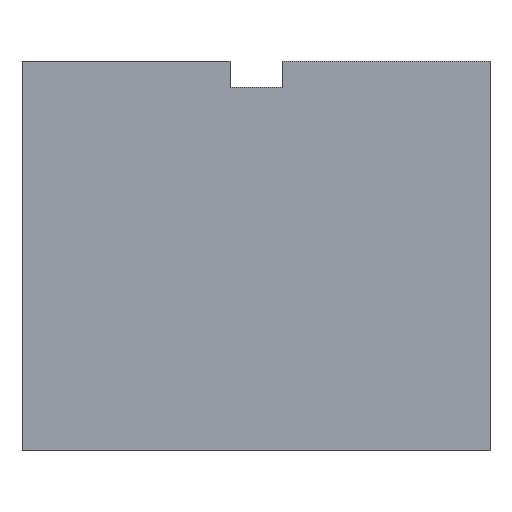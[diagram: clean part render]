
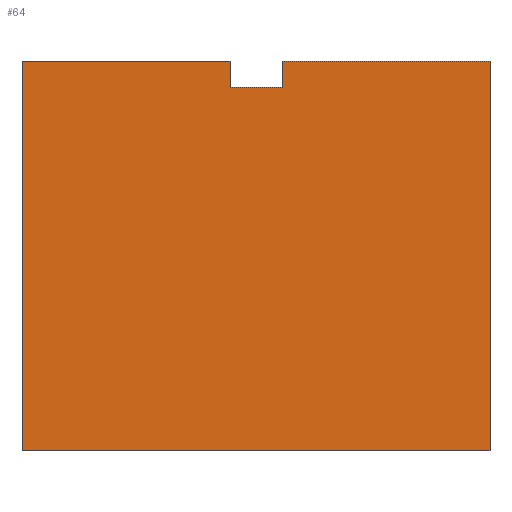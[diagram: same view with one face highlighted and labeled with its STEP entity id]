
A CAD part, left-side view. The second image highlights one B-rep face of the part: STEP entity #64.
In plain terms, the highlighted planar face has unit normal (-1, 0, 0).
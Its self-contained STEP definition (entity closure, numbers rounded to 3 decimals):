
#23 = EDGE_CURVE ( 'NONE', #666, #687, #513, .T. ) ;
#64 = ADVANCED_FACE ( 'NONE', ( #261 ), #274, .F. ) ;
#111 = CARTESIAN_POINT ( 'NONE',  ( -4.5, -4.5, 7. ) ) ;
#220 = CARTESIAN_POINT ( 'NONE',  ( -4.5, -4.5, 0. ) ) ;
#222 = CARTESIAN_POINT ( 'NONE',  ( -4.5, 0.5, 7.5 ) ) ;
#231 = CARTESIAN_POINT ( 'NONE',  ( -4.5, -0.5, 7.5 ) ) ;
#233 = CARTESIAN_POINT ( 'NONE',  ( -4.5, -0.5, 7. ) ) ;
#245 = CARTESIAN_POINT ( 'NONE',  ( -4.5, 0.5, 7. ) ) ;
#248 = CARTESIAN_POINT ( 'NONE',  ( -4.5, 4.5, 0. ) ) ;
#252 = CARTESIAN_POINT ( 'NONE',  ( -4.5, 4.5, 7.5 ) ) ;
#260 = CARTESIAN_POINT ( 'NONE',  ( -4.5, -4.5, 7.5 ) ) ;
#261 = FACE_OUTER_BOUND ( 'NONE', #549, .T. ) ;
#269 = DIRECTION ( 'NONE',  ( 1., 0., 0. ) ) ;
#274 = PLANE ( 'NONE',  #438 ) ;
#276 = DIRECTION ( 'NONE',  ( 0., 0., -1. ) ) ;
#277 = CARTESIAN_POINT ( 'NONE',  ( -4.5, 4.5, 7. ) ) ;
#278 = LINE ( 'NONE', #277, #715 ) ;
#279 = DIRECTION ( 'NONE',  ( 0., -1., 0. ) ) ;
#280 = CARTESIAN_POINT ( 'NONE',  ( -4.5, 4.5, 7.5 ) ) ;
#281 = LINE ( 'NONE', #280, #714 ) ;
#289 = DIRECTION ( 'NONE',  ( 0., -1., 0. ) ) ;
#290 = DIRECTION ( 'NONE',  ( 0., 0., -1. ) ) ;
#291 = CARTESIAN_POINT ( 'NONE',  ( -4.5, -0.5, 7.5 ) ) ;
#292 = LINE ( 'NONE', #291, #711 ) ;
#293 = DIRECTION ( 'NONE',  ( 0., 0., -1. ) ) ;
#294 = CARTESIAN_POINT ( 'NONE',  ( -4.5, 0.5, 7.5 ) ) ;
#295 = LINE ( 'NONE', #294, #710 ) ;
#296 = DIRECTION ( 'NONE',  ( 0., 0., -1. ) ) ;
#297 = CARTESIAN_POINT ( 'NONE',  ( -4.5, -0.5, 7.5 ) ) ;
#298 = LINE ( 'NONE', #297, #709 ) ;
#299 = DIRECTION ( 'NONE',  ( 0., 0., -1. ) ) ;
#300 = CARTESIAN_POINT ( 'NONE',  ( -4.5, -4.5, 7. ) ) ;
#301 = DIRECTION ( 'NONE',  ( 0., -1., 0. ) ) ;
#307 = LINE ( 'NONE', #300, #699 ) ;
#325 = CARTESIAN_POINT ( 'NONE',  ( -4.5, -4.5, 0. ) ) ;
#326 = LINE ( 'NONE', #325, #707 ) ;
#377 = VECTOR ( 'NONE', #502, 1000. ) ;
#388 = EDGE_CURVE ( 'NONE', #526, #690, #326, .T. ) ;
#389 = EDGE_CURVE ( 'NONE', #475, #690, #307, .T. ) ;
#390 = EDGE_CURVE ( 'NONE', #680, #687, #298, .T. ) ;
#391 = EDGE_CURVE ( 'NONE', #688, #666, #295, .T. ) ;
#392 = EDGE_CURVE ( 'NONE', #680, #475, #292, .T. ) ;
#396 = EDGE_CURVE ( 'NONE', #488, #688, #281, .T. ) ;
#397 = EDGE_CURVE ( 'NONE', #488, #526, #278, .T. ) ;
#438 = AXIS2_PLACEMENT_3D ( 'NONE', #111, #269, #290 ) ;
#475 = VERTEX_POINT ( 'NONE', #260 ) ;
#488 = VERTEX_POINT ( 'NONE', #252 ) ;
#502 = DIRECTION ( 'NONE',  ( 0., -1., 0. ) ) ;
#504 = CARTESIAN_POINT ( 'NONE',  ( -4.5, -4.5, 7. ) ) ;
#513 = LINE ( 'NONE', #504, #377 ) ;
#526 = VERTEX_POINT ( 'NONE', #248 ) ;
#549 = EDGE_LOOP ( 'NONE', ( #571, #570, #593, #620, #645, #560, #678, #677 ) ) ;
#560 = ORIENTED_EDGE ( 'NONE', *, *, #391, .F. ) ;
#570 = ORIENTED_EDGE ( 'NONE', *, *, #389, .F. ) ;
#571 = ORIENTED_EDGE ( 'NONE', *, *, #388, .T. ) ;
#593 = ORIENTED_EDGE ( 'NONE', *, *, #392, .F. ) ;
#620 = ORIENTED_EDGE ( 'NONE', *, *, #390, .T. ) ;
#645 = ORIENTED_EDGE ( 'NONE', *, *, #23, .F. ) ;
#666 = VERTEX_POINT ( 'NONE', #245 ) ;
#677 = ORIENTED_EDGE ( 'NONE', *, *, #397, .T. ) ;
#678 = ORIENTED_EDGE ( 'NONE', *, *, #396, .F. ) ;
#680 = VERTEX_POINT ( 'NONE', #231 ) ;
#687 = VERTEX_POINT ( 'NONE', #233 ) ;
#688 = VERTEX_POINT ( 'NONE', #222 ) ;
#690 = VERTEX_POINT ( 'NONE', #220 ) ;
#699 = VECTOR ( 'NONE', #299, 1000. ) ;
#707 = VECTOR ( 'NONE', #301, 1000. ) ;
#709 = VECTOR ( 'NONE', #296, 1000. ) ;
#710 = VECTOR ( 'NONE', #293, 1000. ) ;
#711 = VECTOR ( 'NONE', #289, 1000. ) ;
#714 = VECTOR ( 'NONE', #279, 1000. ) ;
#715 = VECTOR ( 'NONE', #276, 1000. ) ;
